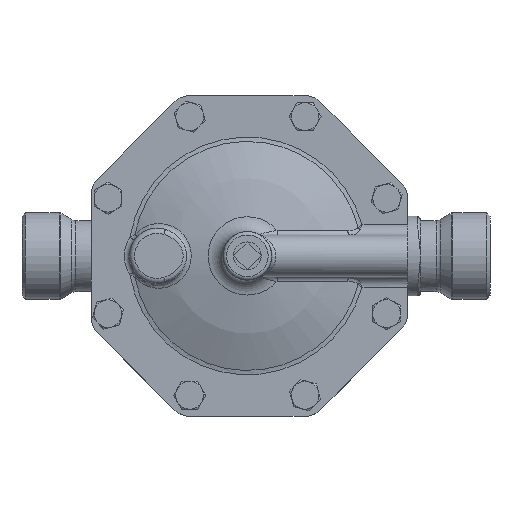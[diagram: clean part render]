
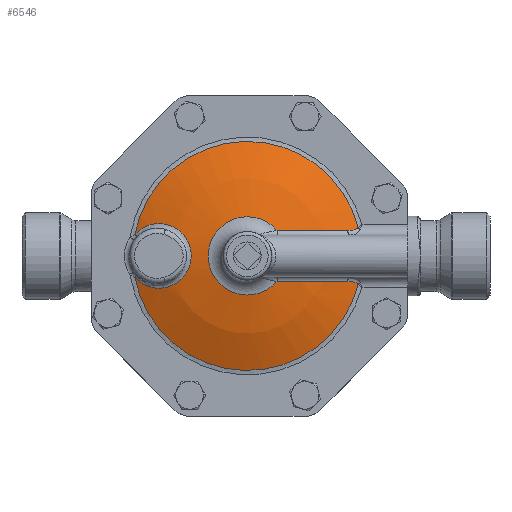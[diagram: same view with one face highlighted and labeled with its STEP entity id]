
A CAD part, top view. The second image highlights one B-rep face of the part: STEP entity #6546.
In plain terms, the highlighted spherical face has radius 160 mm.
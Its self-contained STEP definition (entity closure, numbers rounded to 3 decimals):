
#6271=CARTESIAN_POINT('',(-64.877,-12.508,17.035));
#6272=VERTEX_POINT('',#6271);
#6280=CARTESIAN_POINT('',(-64.877,12.508,17.035));
#6281=VERTEX_POINT('',#6280);
#6282=CARTESIAN_POINT('',(-64.877,-12.508,17.035));
#6283=CARTESIAN_POINT('',(-64.519,-12.904,17.161));
#6284=CARTESIAN_POINT('',(-63.013,-14.433,17.688));
#6285=CARTESIAN_POINT('',(-59.53,-16.917,18.9));
#6286=CARTESIAN_POINT('',(-54.004,-18.773,20.801));
#6287=CARTESIAN_POINT('',(-49.218,-18.718,22.423));
#6288=CARTESIAN_POINT('',(-45.132,-17.788,23.796));
#6289=CARTESIAN_POINT('',(-41.183,-16.165,25.114));
#6290=CARTESIAN_POINT('',(-36.587,-12.371,26.631));
#6291=CARTESIAN_POINT('',(-32.816,-6.017,27.864));
#6292=CARTESIAN_POINT('',(-31.993,0.761,28.132));
#6293=CARTESIAN_POINT('',(-33.562,7.25,27.621));
#6294=CARTESIAN_POINT('',(-36.556,12.338,26.641));
#6295=CARTESIAN_POINT('',(-43.261,17.895,24.429));
#6296=CARTESIAN_POINT('',(-51.955,19.466,21.507));
#6297=CARTESIAN_POINT('',(-60.024,16.754,18.73));
#6298=CARTESIAN_POINT('',(-63.443,14.094,17.538));
#6299=CARTESIAN_POINT('',(-64.877,12.508,17.035));
#6300=B_SPLINE_CURVE_WITH_KNOTS('',3,(#6282,#6283,#6284,#6285,#6286,#6287,#6288,#6289,#6290,#6291,#6292,#6293,#6294,#6295,#6296,#6297,#6298,#6299),.UNSPECIFIED.,.F.,.U.,(4,1,1,1,1,1,1,1,1,1,1,1,1,1,1,4),(-9.4,-9.232,-8.728,-8.057,-7.386,-7.218,-6.714,-6.043,-5.371,-4.476,-4.029,-3.357,-2.686,-1.343,-0.671,0.0),.UNSPECIFIED.);
#6301=EDGE_CURVE('',#6272,#6281,#6300,.T.);
#6431=CARTESIAN_POINT('',(63.991,-16.453,17.035));
#6432=VERTEX_POINT('',#6431);
#6442=CARTESIAN_POINT('',(0.,0.,17.035));
#6443=DIRECTION('',(0.0,0.0,-1.0));
#6444=DIRECTION('',(-1.0,0.0,0.0));
#6445=AXIS2_PLACEMENT_3D('',#6442,#6443,#6444);
#6446=CIRCLE('',#6445,66.072);
#6447=EDGE_CURVE('',#6432,#6272,#6446,.T.);
#6458=CARTESIAN_POINT('',(63.991,16.453,17.035));
#6459=VERTEX_POINT('',#6458);
#6460=CARTESIAN_POINT('',(0.,0.,17.035));
#6461=DIRECTION('',(0.0,0.0,-1.0));
#6462=DIRECTION('',(-1.0,0.0,0.0));
#6463=AXIS2_PLACEMENT_3D('',#6460,#6461,#6462);
#6464=CIRCLE('',#6463,66.072);
#6465=EDGE_CURVE('',#6281,#6459,#6464,.T.);
#6488=CARTESIAN_POINT('',(0.0,0.0,-128.685));
#6489=DIRECTION('',(0.0,0.0,1.0));
#6490=DIRECTION('',(1.0,0.0,0.0));
#6491=AXIS2_PLACEMENT_3D('',#6488,#6489,#6490);
#6492=SPHERICAL_SURFACE('',#6491,160.0);
#6493=ORIENTED_EDGE('',*,*,#6301,.F.);
#6494=ORIENTED_EDGE('',*,*,#6447,.F.);
#6495=CARTESIAN_POINT('',(57.965,-14.724,19.717));
#6496=VERTEX_POINT('',#6495);
#6497=CARTESIAN_POINT('',(57.965,-14.724,19.717));
#6498=CARTESIAN_POINT('',(59.197,-14.724,19.236));
#6499=CARTESIAN_POINT('',(61.07,-14.889,18.461));
#6500=CARTESIAN_POINT('',(63.068,-15.623,17.531));
#6501=CARTESIAN_POINT('',(63.8,-16.207,17.147));
#6502=CARTESIAN_POINT('',(63.991,-16.453,17.035));
#6503=B_SPLINE_CURVE_WITH_KNOTS('',3,(#6497,#6498,#6499,#6500,#6501,#6502),.UNSPECIFIED.,.F.,.U.,(4,1,1,4),(-0.707,-0.303,-0.101,0.),.UNSPECIFIED.);
#6504=EDGE_CURVE('',#6496,#6432,#6503,.T.);
#6505=ORIENTED_EDGE('',*,*,#6504,.F.);
#6506=CARTESIAN_POINT('',(17.13,-14.724,29.712));
#6507=VERTEX_POINT('',#6506);
#6508=CARTESIAN_POINT('',(0.,-14.724,-128.685));
#6509=DIRECTION('',(0.,1.0,0.));
#6510=DIRECTION('',(-0.108,0.,-0.994));
#6511=AXIS2_PLACEMENT_3D('',#6508,#6509,#6510);
#6512=CIRCLE('',#6511,159.321);
#6513=EDGE_CURVE('',#6507,#6496,#6512,.T.);
#6514=ORIENTED_EDGE('',*,*,#6513,.F.);
#6515=CARTESIAN_POINT('',(17.13,14.724,29.712));
#6516=VERTEX_POINT('',#6515);
#6517=CARTESIAN_POINT('',(0.,0.,29.712));
#6518=DIRECTION('',(0.0,0.0,1.0));
#6519=DIRECTION('',(-1.0,0.0,0.0));
#6520=AXIS2_PLACEMENT_3D('',#6517,#6518,#6519);
#6521=CIRCLE('',#6520,22.588);
#6522=EDGE_CURVE('',#6516,#6507,#6521,.T.);
#6523=ORIENTED_EDGE('',*,*,#6522,.F.);
#6524=CARTESIAN_POINT('',(57.965,14.724,19.717));
#6525=VERTEX_POINT('',#6524);
#6526=CARTESIAN_POINT('',(0.0,14.724,-128.685));
#6527=DIRECTION('',(0.0,-1.0,0.0));
#6528=DIRECTION('',(-0.108,0.0,-0.994));
#6529=AXIS2_PLACEMENT_3D('',#6526,#6527,#6528);
#6530=CIRCLE('',#6529,159.321);
#6531=EDGE_CURVE('',#6525,#6516,#6530,.T.);
#6532=ORIENTED_EDGE('',*,*,#6531,.F.);
#6533=CARTESIAN_POINT('',(63.991,16.453,17.035));
#6534=CARTESIAN_POINT('',(63.8,16.207,17.147));
#6535=CARTESIAN_POINT('',(63.315,15.815,17.402));
#6536=CARTESIAN_POINT('',(62.494,15.416,17.797));
#6537=CARTESIAN_POINT('',(60.762,14.858,18.589));
#6538=CARTESIAN_POINT('',(59.197,14.724,19.236));
#6539=CARTESIAN_POINT('',(57.965,14.724,19.717));
#6540=B_SPLINE_CURVE_WITH_KNOTS('',3,(#6533,#6534,#6535,#6536,#6537,#6538,#6539),.UNSPECIFIED.,.F.,.U.,(4,1,1,1,4),(-0.707,-0.606,-0.505,-0.404,0.),.UNSPECIFIED.);
#6541=EDGE_CURVE('',#6459,#6525,#6540,.T.);
#6542=ORIENTED_EDGE('',*,*,#6541,.F.);
#6543=ORIENTED_EDGE('',*,*,#6465,.F.);
#6544=EDGE_LOOP('',(#6493,#6494,#6505,#6514,#6523,#6532,#6542,#6543));
#6545=FACE_OUTER_BOUND('',#6544,.T.);
#6546=ADVANCED_FACE('',(#6545),#6492,.T.);
